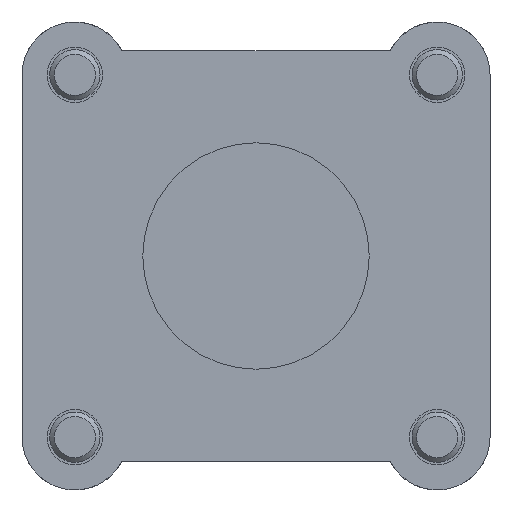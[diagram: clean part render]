
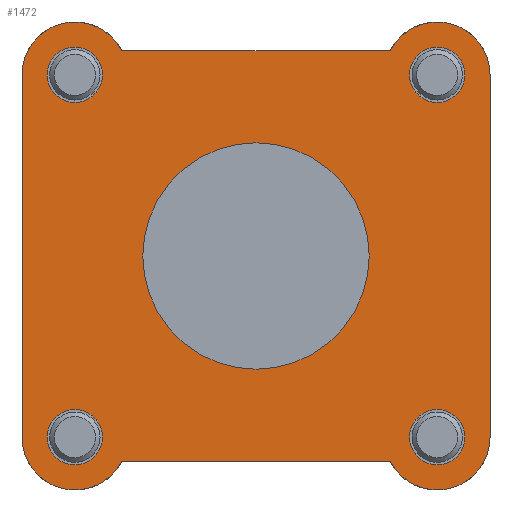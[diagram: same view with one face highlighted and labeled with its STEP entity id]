
A CAD part, front view. The second image highlights one B-rep face of the part: STEP entity #1472.
In plain terms, the highlighted planar face has unit normal (0, -1, 0).
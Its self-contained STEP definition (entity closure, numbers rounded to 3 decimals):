
#117=LINE('',#2248,#213);
#148=LINE('',#2349,#244);
#160=LINE('',#2394,#256);
#167=LINE('',#2414,#263);
#213=VECTOR('',#1770,1000.);
#244=VECTOR('',#1841,1000.);
#256=VECTOR('',#1885,1000.);
#263=VECTOR('',#1902,1000.);
#446=ORIENTED_EDGE('',*,*,#824,.T.);
#447=ORIENTED_EDGE('',*,*,#825,.T.);
#448=ORIENTED_EDGE('',*,*,#826,.T.);
#449=ORIENTED_EDGE('',*,*,#827,.T.);
#450=ORIENTED_EDGE('',*,*,#828,.T.);
#451=ORIENTED_EDGE('',*,*,#820,.F.);
#452=ORIENTED_EDGE('',*,*,#797,.F.);
#453=ORIENTED_EDGE('',*,*,#823,.F.);
#454=ORIENTED_EDGE('',*,*,#763,.F.);
#455=ORIENTED_EDGE('',*,*,#759,.F.);
#456=ORIENTED_EDGE('',*,*,#716,.F.);
#457=ORIENTED_EDGE('',*,*,#739,.F.);
#458=ORIENTED_EDGE('',*,*,#786,.F.);
#716=EDGE_CURVE('',#919,#920,#117,.T.);
#739=EDGE_CURVE('',#941,#919,#1061,.T.);
#759=EDGE_CURVE('',#920,#959,#1068,.T.);
#763=EDGE_CURVE('',#959,#962,#148,.T.);
#786=EDGE_CURVE('',#978,#941,#160,.T.);
#797=EDGE_CURVE('',#986,#982,#167,.T.);
#820=EDGE_CURVE('',#982,#978,#1094,.T.);
#823=EDGE_CURVE('',#962,#986,#1096,.T.);
#824=EDGE_CURVE('',#1002,#1002,#1097,.T.);
#825=EDGE_CURVE('',#1003,#1003,#1098,.T.);
#826=EDGE_CURVE('',#1004,#1004,#1099,.T.);
#827=EDGE_CURVE('',#1005,#1005,#1100,.T.);
#828=EDGE_CURVE('',#1006,#1006,#1101,.T.);
#919=VERTEX_POINT('',#2247);
#920=VERTEX_POINT('',#2249);
#941=VERTEX_POINT('',#2294);
#959=VERTEX_POINT('',#2342);
#962=VERTEX_POINT('',#2350);
#978=VERTEX_POINT('',#2393);
#982=VERTEX_POINT('',#2403);
#986=VERTEX_POINT('',#2413);
#1002=VERTEX_POINT('',#2511);
#1003=VERTEX_POINT('',#2513);
#1004=VERTEX_POINT('',#2515);
#1005=VERTEX_POINT('',#2517);
#1006=VERTEX_POINT('',#2519);
#1061=CIRCLE('',#1582,10.5);
#1068=CIRCLE('',#1592,10.5);
#1094=CIRCLE('',#1633,10.5);
#1096=CIRCLE('',#1636,10.5);
#1097=CIRCLE('',#1638,5.5);
#1098=CIRCLE('',#1639,5.5);
#1099=CIRCLE('',#1640,5.5);
#1100=CIRCLE('',#1641,5.5);
#1101=CIRCLE('',#1642,22.5);
#1167=EDGE_LOOP('',(#446));
#1168=EDGE_LOOP('',(#447));
#1169=EDGE_LOOP('',(#448));
#1170=EDGE_LOOP('',(#449));
#1171=EDGE_LOOP('',(#450));
#1172=EDGE_LOOP('',(#451,#452,#453,#454,#455,#456,#457,#458));
#1299=FACE_BOUND('',#1167,.T.);
#1300=FACE_BOUND('',#1168,.T.);
#1301=FACE_BOUND('',#1169,.T.);
#1302=FACE_BOUND('',#1170,.T.);
#1303=FACE_BOUND('',#1171,.T.);
#1304=FACE_BOUND('',#1172,.T.);
#1415=PLANE('',#1637);
#1472=ADVANCED_FACE('',(#1299,#1300,#1301,#1302,#1303,#1304),#1415,.F.);
#1582=AXIS2_PLACEMENT_3D('',#2295,#1802,#1803);
#1592=AXIS2_PLACEMENT_3D('',#2341,#1833,#1834);
#1633=AXIS2_PLACEMENT_3D('',#2500,#1942,#1943);
#1636=AXIS2_PLACEMENT_3D('',#2508,#1948,#1949);
#1637=AXIS2_PLACEMENT_3D('',#2509,#1950,#1951);
#1638=AXIS2_PLACEMENT_3D('',#2510,#1952,#1953);
#1639=AXIS2_PLACEMENT_3D('',#2512,#1954,#1955);
#1640=AXIS2_PLACEMENT_3D('',#2514,#1956,#1957);
#1641=AXIS2_PLACEMENT_3D('',#2516,#1958,#1959);
#1642=AXIS2_PLACEMENT_3D('',#2518,#1960,#1961);
#1770=DIRECTION('',(1.,0.,0.));
#1802=DIRECTION('',(0.,1.,0.));
#1803=DIRECTION('',(1.,0.,0.));
#1833=DIRECTION('',(0.,1.,0.));
#1834=DIRECTION('',(1.,0.,0.));
#1841=DIRECTION('',(0.,0.,-1.));
#1885=DIRECTION('',(0.,0.,1.));
#1902=DIRECTION('',(-1.,0.,0.));
#1942=DIRECTION('',(0.,1.,0.));
#1943=DIRECTION('',(1.,0.,0.));
#1948=DIRECTION('',(0.,1.,0.));
#1949=DIRECTION('',(1.,0.,0.));
#1950=DIRECTION('',(0.,1.,0.));
#1951=DIRECTION('',(0.,0.,1.));
#1952=DIRECTION('',(0.,1.,0.));
#1953=DIRECTION('',(1.,0.,0.));
#1954=DIRECTION('',(0.,1.,0.));
#1955=DIRECTION('',(1.,0.,0.));
#1956=DIRECTION('',(0.,1.,0.));
#1957=DIRECTION('',(1.,0.,0.));
#1958=DIRECTION('',(0.,1.,0.));
#1959=DIRECTION('',(1.,0.,0.));
#1960=DIRECTION('',(0.,1.,0.));
#1961=DIRECTION('',(1.,0.,0.));
#2247=CARTESIAN_POINT('',(-26.636,0.,40.75));
#2248=CARTESIAN_POINT('',(-26.636,0.,40.75));
#2249=CARTESIAN_POINT('',(26.636,0.,40.75));
#2294=CARTESIAN_POINT('',(-46.5,0.,36.));
#2295=CARTESIAN_POINT('',(-36.,0.,36.));
#2341=CARTESIAN_POINT('',(36.,0.,36.));
#2342=CARTESIAN_POINT('',(46.5,0.,36.));
#2349=CARTESIAN_POINT('',(46.5,0.,36.));
#2350=CARTESIAN_POINT('',(46.5,0.,-36.));
#2393=CARTESIAN_POINT('',(-46.5,0.,-36.));
#2394=CARTESIAN_POINT('',(-46.5,0.,-36.));
#2403=CARTESIAN_POINT('',(-26.636,0.,-40.75));
#2413=CARTESIAN_POINT('',(26.636,0.,-40.75));
#2414=CARTESIAN_POINT('',(26.636,0.,-40.75));
#2500=CARTESIAN_POINT('',(-36.,0.,-36.));
#2508=CARTESIAN_POINT('',(36.,0.,-36.));
#2509=CARTESIAN_POINT('',(-36.,0.,-36.));
#2510=CARTESIAN_POINT('',(-36.,0.,36.));
#2511=CARTESIAN_POINT('',(-30.5,0.,36.));
#2512=CARTESIAN_POINT('',(36.,0.,36.));
#2513=CARTESIAN_POINT('',(41.5,0.,36.));
#2514=CARTESIAN_POINT('',(-36.,0.,-36.));
#2515=CARTESIAN_POINT('',(-30.5,0.,-36.));
#2516=CARTESIAN_POINT('',(36.,0.,-36.));
#2517=CARTESIAN_POINT('',(41.5,0.,-36.));
#2518=CARTESIAN_POINT('',(0.,0.,0.));
#2519=CARTESIAN_POINT('',(22.5,0.,0.));
